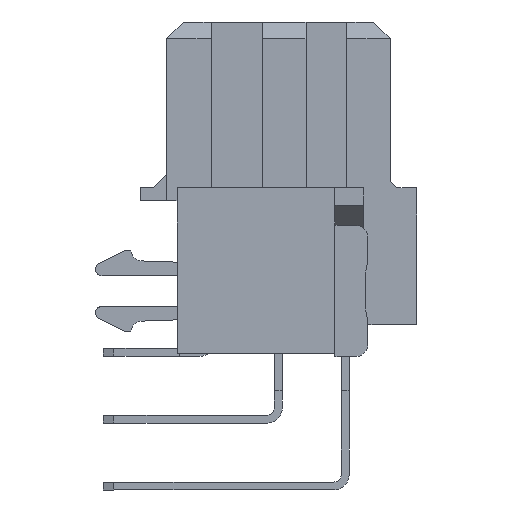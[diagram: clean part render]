
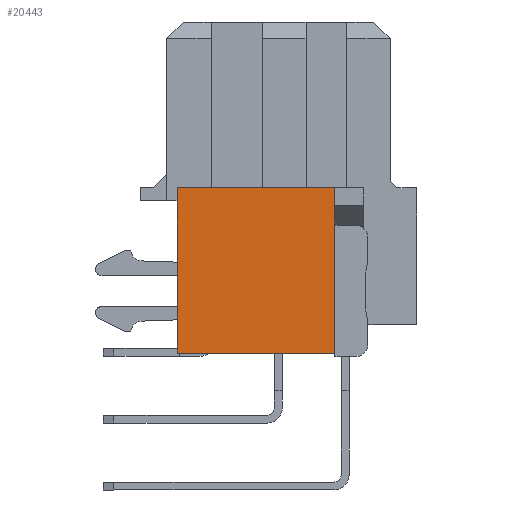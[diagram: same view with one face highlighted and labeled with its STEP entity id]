
A CAD part, left-side view. The second image highlights one B-rep face of the part: STEP entity #20443.
In plain terms, the highlighted planar face has unit normal (-1, 0, 0).
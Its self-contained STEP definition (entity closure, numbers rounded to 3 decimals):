
#20197=CARTESIAN_POINT('',(-26.95,3.85,4.6));
#20198=VERTEX_POINT('',#20197);
#20205=CARTESIAN_POINT('',(-26.95,-2.15,4.6));
#20206=VERTEX_POINT('',#20205);
#20207=CARTESIAN_POINT('',(-26.95,3.85,4.6));
#20208=DIRECTION('',(0.,-1.,0.));
#20209=VECTOR('',#20208,6.);
#20210=LINE('',#20207,#20209);
#20211=EDGE_CURVE('',#20198,#20206,#20210,.T.);
#20413=CARTESIAN_POINT('',(-26.95,0.85,1.45));
#20414=DIRECTION('',(0.,1.,0.));
#20415=DIRECTION('',(-1.,0.,0.));
#20416=AXIS2_PLACEMENT_3D('',#20413,#20415,#20414);
#20417=PLANE('',#20416);
#20418=ORIENTED_EDGE('',*,*,#20211,.F.);
#20419=CARTESIAN_POINT('',(-26.95,3.85,-1.7));
#20420=VERTEX_POINT('',#20419);
#20421=CARTESIAN_POINT('',(-26.95,3.85,4.6));
#20422=DIRECTION('',(0.,0.,-1.));
#20423=VECTOR('',#20422,6.3);
#20424=LINE('',#20421,#20423);
#20425=EDGE_CURVE('',#20198,#20420,#20424,.T.);
#20426=ORIENTED_EDGE('',*,*,#20425,.T.);
#20427=CARTESIAN_POINT('',(-26.95,-2.15,-1.7));
#20428=VERTEX_POINT('',#20427);
#20429=CARTESIAN_POINT('',(-26.95,3.85,-1.7));
#20430=DIRECTION('',(0.,-1.,0.));
#20431=VECTOR('',#20430,6.);
#20432=LINE('',#20429,#20431);
#20433=EDGE_CURVE('',#20420,#20428,#20432,.T.);
#20434=ORIENTED_EDGE('',*,*,#20433,.T.);
#20435=CARTESIAN_POINT('',(-26.95,-2.15,-1.7));
#20436=DIRECTION('',(0.,0.,1.));
#20437=VECTOR('',#20436,6.3);
#20438=LINE('',#20435,#20437);
#20439=EDGE_CURVE('',#20428,#20206,#20438,.T.);
#20440=ORIENTED_EDGE('',*,*,#20439,.T.);
#20441=EDGE_LOOP('',(#20418,#20426,#20434,#20440));
#20442=FACE_OUTER_BOUND('',#20441,.T.);
#20443=ADVANCED_FACE('',(#20442),#20417,.T.);
